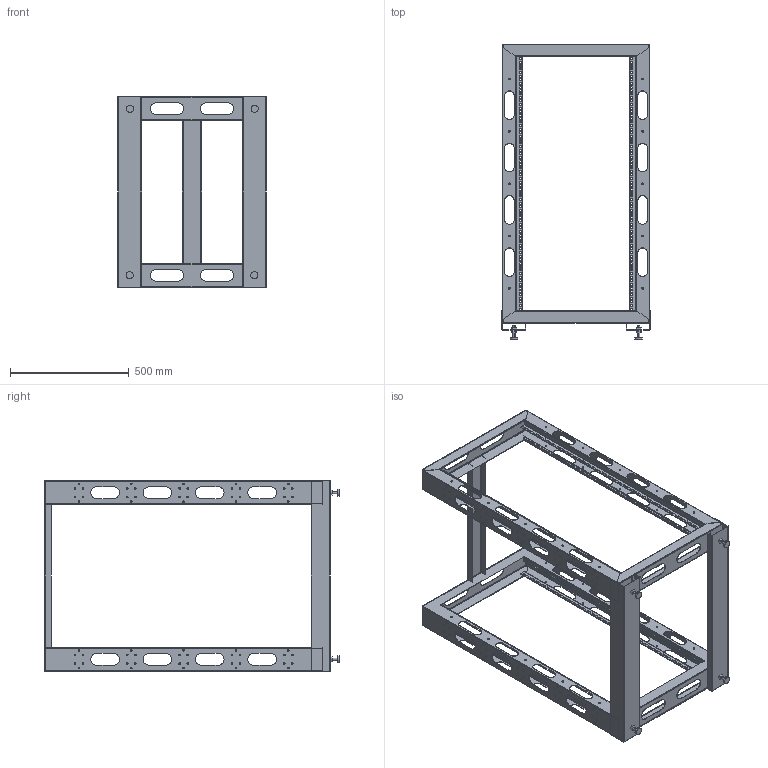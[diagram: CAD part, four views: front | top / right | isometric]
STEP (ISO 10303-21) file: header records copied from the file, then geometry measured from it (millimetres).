
FILE_DESCRIPTION (( 'STEP AP203' ), '1' );
FILE_NAME ('栺鍣罻 24U.STEP', '2020-12-16T14:30:38', ( '' ), ( '' ), 'SwSTEP 2.0', 'SolidWorks 2018', '' );
FILE_SCHEMA (( 'CONFIG_CONTROL_DESIGN' ));
Length unit declared in the file: millimetre
Products named in the file (1): 栺鍣罻 24U
Bounding box: 624 x 1241.52 x 804 mm (x, y, z)
Volume: 3226348.3 mm3; surface area: 3761482.6 mm2
Topology: 1 solids, 1 shells, 3225 faces, 9523 edges, 6280 vertices
Faces by surface type: plane 2622, cylinder 571, sphere 32
Entity records: 109274 total; most frequent: CARTESIAN_POINT 19035, ORIENTED_EDGE 18982, DIRECTION 17083, EDGE_CURVE 9491, LINE 8339, VECTOR 8339, VERTEX_POINT 6280, EDGE_LOOP 4837
